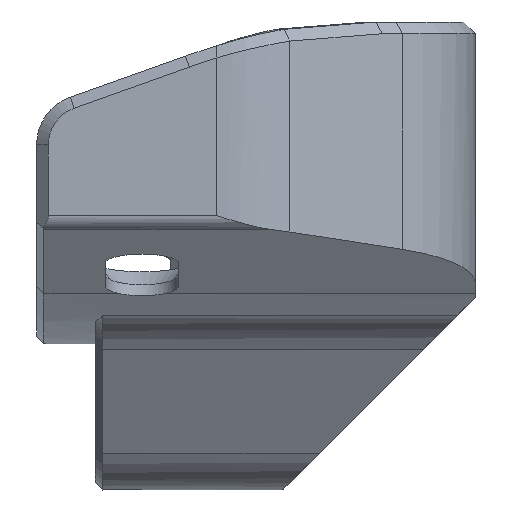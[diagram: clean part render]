
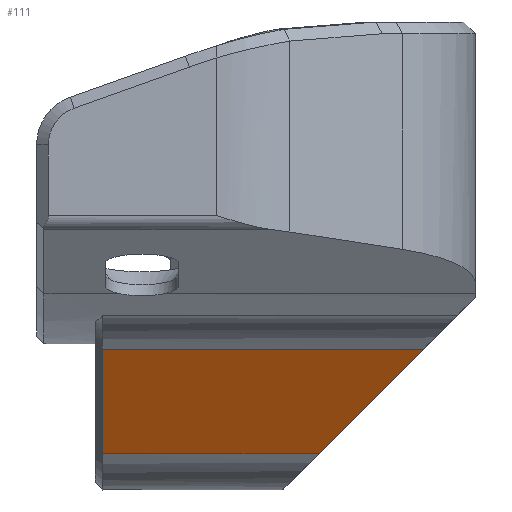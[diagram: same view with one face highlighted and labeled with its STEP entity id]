
A CAD part, left-side view. The second image highlights one B-rep face of the part: STEP entity #111.
In plain terms, the highlighted planar face has unit normal (-0.866, 0, -0.5).
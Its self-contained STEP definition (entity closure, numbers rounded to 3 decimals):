
#111=ADVANCED_FACE('',(#706),#708,.T.);
#706=FACE_BOUND('',#707,.T.);
#707=EDGE_LOOP('',(#2129,#2130,#2131,#2132));
#708=PLANE('',#709);
#709=AXIS2_PLACEMENT_3D('',#710,#711,#712);
#710=CARTESIAN_POINT('',(-34.56,-4.,-18.442));
#711=DIRECTION('',(-0.866,0.,-0.5));
#712=DIRECTION('',(0.5,0.,-0.866));
#2129=ORIENTED_EDGE('',*,*,#2793,.T.);
#2130=ORIENTED_EDGE('',*,*,#2794,.T.);
#2131=ORIENTED_EDGE('',*,*,#2669,.T.);
#2132=ORIENTED_EDGE('',*,*,#2792,.T.);
#2669=EDGE_CURVE('',#3143,#3141,#3144,.F.);
#2792=EDGE_CURVE('',#3141,#3349,#3351,.T.);
#2793=EDGE_CURVE('',#3349,#3352,#3353,.T.);
#2794=EDGE_CURVE('',#3352,#3143,#3354,.T.);
#3141=VERTEX_POINT('',#4297);
#3143=VERTEX_POINT('',#4302);
#3144=LINE('',#4303,#4304);
#3349=VERTEX_POINT('',#4993);
#3351=LINE('',#4998,#4999);
#3352=VERTEX_POINT('',#5001);
#3353=LINE('',#5002,#5003);
#3354=LINE('',#5005,#5006);
#4297=CARTESIAN_POINT('',(-33.446,-26.458,-20.37));
#4302=CARTESIAN_POINT('',(-29.33,-19.328,-27.5));
#4303=CARTESIAN_POINT('',(-33.446,-26.458,-20.37));
#4304=VECTOR('',#4305,1.);
#4305=DIRECTION('',(0.378,0.655,-0.655));
#4993=CARTESIAN_POINT('',(-33.446,-4.5,-20.37));
#4998=CARTESIAN_POINT('',(-33.446,-26.458,-20.37));
#4999=VECTOR('',#5000,1.);
#5000=DIRECTION('',(0.,1.,0.));
#5001=CARTESIAN_POINT('',(-29.33,-4.5,-27.5));
#5002=CARTESIAN_POINT('',(-33.446,-4.5,-20.37));
#5003=VECTOR('',#5004,1.);
#5004=DIRECTION('',(0.5,0.,-0.866));
#5005=CARTESIAN_POINT('',(-29.33,-4.5,-27.5));
#5006=VECTOR('',#5007,1.);
#5007=DIRECTION('',(0.,-1.,0.));
